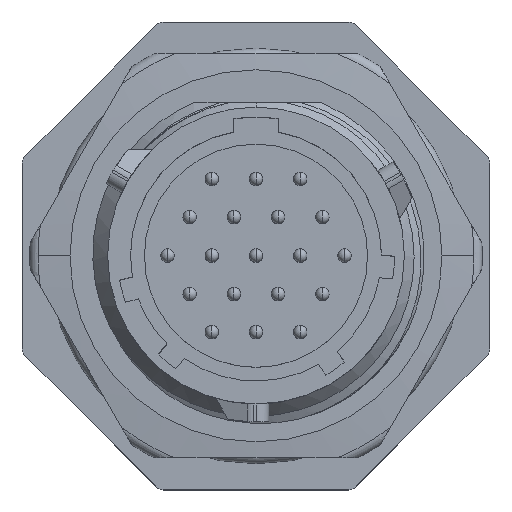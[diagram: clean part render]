
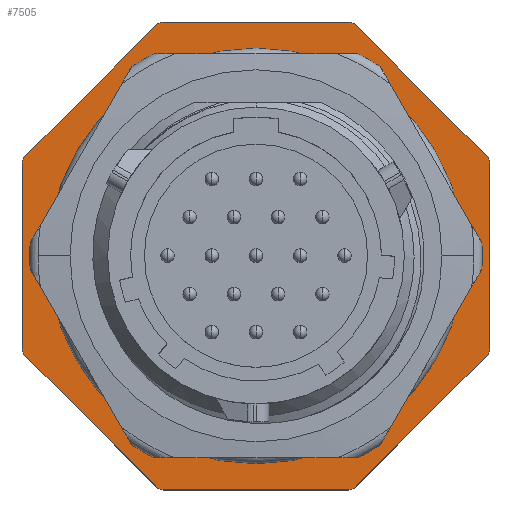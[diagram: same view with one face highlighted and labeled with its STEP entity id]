
A CAD part, top view. The second image highlights one B-rep face of the part: STEP entity #7505.
In plain terms, the highlighted planar face has unit normal (0, 0, 1).
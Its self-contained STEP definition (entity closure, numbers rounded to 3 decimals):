
#1780=DIRECTION('',(0.707,-0.707,0.));
#1781=VECTOR('',#1780,13.835);
#1782=CARTESIAN_POINT('',(7.448,17.23,2.3));
#1783=LINE('',#1782,#1781);
#1784=DIRECTION('',(0.,-1.,0.));
#1785=VECTOR('',#1784,13.835);
#1786=CARTESIAN_POINT('',(17.45,6.917,2.3));
#1787=LINE('',#1786,#1785);
#1788=DIRECTION('',(-0.707,-0.707,0.));
#1789=VECTOR('',#1788,13.835);
#1790=CARTESIAN_POINT('',(17.23,-7.448,2.3));
#1791=LINE('',#1790,#1789);
#1792=DIRECTION('',(-1.,0.,0.));
#1793=VECTOR('',#1792,13.835);
#1794=CARTESIAN_POINT('',(6.917,-17.45,2.3));
#1795=LINE('',#1794,#1793);
#1796=DIRECTION('',(-0.707,0.707,0.));
#1797=VECTOR('',#1796,13.835);
#1798=CARTESIAN_POINT('',(-7.448,-17.23,2.3));
#1799=LINE('',#1798,#1797);
#1800=DIRECTION('',(0.,1.,0.));
#1801=VECTOR('',#1800,13.835);
#1802=CARTESIAN_POINT('',(-17.45,-6.917,2.3));
#1803=LINE('',#1802,#1801);
#1804=DIRECTION('',(0.707,0.707,0.));
#1805=VECTOR('',#1804,13.835);
#1806=CARTESIAN_POINT('',(-17.23,7.448,2.3));
#1807=LINE('',#1806,#1805);
#1808=DIRECTION('',(1.,0.,0.));
#1809=VECTOR('',#1808,13.835);
#1810=CARTESIAN_POINT('',(-6.917,17.45,2.3));
#1811=LINE('',#1810,#1809);
#1812=CARTESIAN_POINT('',(0.,0.,2.3));
#1813=DIRECTION('',(0.,0.,1.));
#1814=DIRECTION('',(-1.,0.,0.));
#1815=AXIS2_PLACEMENT_3D('',#1812,#1813,#1814);
#1817=CARTESIAN_POINT('',(0.,0.,2.3));
#1818=DIRECTION('',(0.,0.,1.));
#1819=DIRECTION('',(1.,0.,0.));
#1820=AXIS2_PLACEMENT_3D('',#1817,#1818,#1819);
#1826=CARTESIAN_POINT('',(6.917,16.7,2.3));
#1827=DIRECTION('',(0.,0.,1.));
#1828=DIRECTION('',(0.707,0.707,0.));
#1829=AXIS2_PLACEMENT_3D('',#1826,#1827,#1828);
#1876=CARTESIAN_POINT('',(-6.917,16.7,2.3));
#1877=DIRECTION('',(0.,0.,1.));
#1878=DIRECTION('',(0.,1.,0.));
#1879=AXIS2_PLACEMENT_3D('',#1876,#1877,#1878);
#1894=CARTESIAN_POINT('',(-16.7,6.917,2.3));
#1895=DIRECTION('',(0.,0.,1.));
#1896=DIRECTION('',(-0.707,0.707,0.));
#1897=AXIS2_PLACEMENT_3D('',#1894,#1895,#1896);
#1912=CARTESIAN_POINT('',(-16.7,-6.917,2.3));
#1913=DIRECTION('',(0.,0.,1.));
#1914=DIRECTION('',(-1.,0.,0.));
#1915=AXIS2_PLACEMENT_3D('',#1912,#1913,#1914);
#1930=CARTESIAN_POINT('',(-6.917,-16.7,2.3));
#1931=DIRECTION('',(0.,0.,1.));
#1932=DIRECTION('',(-0.707,-0.707,0.));
#1933=AXIS2_PLACEMENT_3D('',#1930,#1931,#1932);
#1948=CARTESIAN_POINT('',(6.917,-16.7,2.3));
#1949=DIRECTION('',(0.,0.,1.));
#1950=DIRECTION('',(0.,-1.,0.));
#1951=AXIS2_PLACEMENT_3D('',#1948,#1949,#1950);
#1966=CARTESIAN_POINT('',(16.7,-6.917,2.3));
#1967=DIRECTION('',(0.,0.,1.));
#1968=DIRECTION('',(0.707,-0.707,0.));
#1969=AXIS2_PLACEMENT_3D('',#1966,#1967,#1968);
#1984=CARTESIAN_POINT('',(16.7,6.917,2.3));
#1985=DIRECTION('',(0.,0.,1.));
#1986=DIRECTION('',(1.,0.,0.));
#1987=AXIS2_PLACEMENT_3D('',#1984,#1985,#1986);
#4810=CARTESIAN_POINT('',(7.448,17.23,2.3));
#4812=VERTEX_POINT('',#4810);
#4813=CARTESIAN_POINT('',(6.917,17.45,2.3));
#4814=VERTEX_POINT('',#4813);
#4818=CARTESIAN_POINT('',(17.45,6.917,2.3));
#4820=VERTEX_POINT('',#4818);
#4821=CARTESIAN_POINT('',(17.23,7.448,2.3));
#4822=VERTEX_POINT('',#4821);
#4826=CARTESIAN_POINT('',(17.23,-7.448,2.3));
#4828=VERTEX_POINT('',#4826);
#4829=CARTESIAN_POINT('',(17.45,-6.917,2.3));
#4830=VERTEX_POINT('',#4829);
#4834=CARTESIAN_POINT('',(-6.917,17.45,2.3));
#4836=VERTEX_POINT('',#4834);
#4837=CARTESIAN_POINT('',(-7.448,17.23,2.3));
#4838=VERTEX_POINT('',#4837);
#4842=CARTESIAN_POINT('',(6.917,-17.45,2.3));
#4844=VERTEX_POINT('',#4842);
#4845=CARTESIAN_POINT('',(7.448,-17.23,2.3));
#4846=VERTEX_POINT('',#4845);
#4850=CARTESIAN_POINT('',(-7.448,-17.23,2.3));
#4852=VERTEX_POINT('',#4850);
#4853=CARTESIAN_POINT('',(-6.917,-17.45,2.3));
#4854=VERTEX_POINT('',#4853);
#4858=CARTESIAN_POINT('',(-17.45,-6.917,2.3));
#4860=VERTEX_POINT('',#4858);
#4861=CARTESIAN_POINT('',(-17.23,-7.448,2.3));
#4862=VERTEX_POINT('',#4861);
#4866=CARTESIAN_POINT('',(-17.23,7.448,2.3));
#4868=VERTEX_POINT('',#4866);
#4869=CARTESIAN_POINT('',(-17.45,6.917,2.3));
#4870=VERTEX_POINT('',#4869);
#5473=CARTESIAN_POINT('',(-15.124,0.,2.3));
#5474=CARTESIAN_POINT('',(15.124,0.,2.3));
#5475=VERTEX_POINT('',#5473);
#5476=VERTEX_POINT('',#5474);
#7462=CARTESIAN_POINT('',(0.,0.,2.3));
#7463=DIRECTION('',(0.,0.,-1.));
#7464=DIRECTION('',(0.,-1.,0.));
#7465=AXIS2_PLACEMENT_3D('',#7462,#7463,#7464);
#7466=PLANE('',#7465);
#7468=ORIENTED_EDGE('',*,*,#7467,.F.);
#7470=ORIENTED_EDGE('',*,*,#7469,.T.);
#7472=ORIENTED_EDGE('',*,*,#7471,.F.);
#7474=ORIENTED_EDGE('',*,*,#7473,.T.);
#7476=ORIENTED_EDGE('',*,*,#7475,.F.);
#7478=ORIENTED_EDGE('',*,*,#7477,.T.);
#7480=ORIENTED_EDGE('',*,*,#7479,.F.);
#7482=ORIENTED_EDGE('',*,*,#7481,.T.);
#7484=ORIENTED_EDGE('',*,*,#7483,.F.);
#7486=ORIENTED_EDGE('',*,*,#7485,.T.);
#7488=ORIENTED_EDGE('',*,*,#7487,.F.);
#7490=ORIENTED_EDGE('',*,*,#7489,.T.);
#7492=ORIENTED_EDGE('',*,*,#7491,.F.);
#7494=ORIENTED_EDGE('',*,*,#7493,.T.);
#7496=ORIENTED_EDGE('',*,*,#7495,.F.);
#7498=ORIENTED_EDGE('',*,*,#7497,.T.);
#7499=EDGE_LOOP('',(#7468,#7470,#7472,#7474,#7476,#7478,#7480,#7482,#7484,#7486,
#7488,#7490,#7492,#7494,#7496,#7498));
#7500=FACE_OUTER_BOUND('',#7499,.F.);
#7501=ORIENTED_EDGE('',*,*,#7429,.T.);
#7502=ORIENTED_EDGE('',*,*,#7444,.T.);
#7503=EDGE_LOOP('',(#7501,#7502));
#7504=FACE_BOUND('',#7503,.F.);
#7505=ADVANCED_FACE('',(#7500,#7504),#7466,.F.);
#1816=CIRCLE('',#1815,15.124);
#1821=CIRCLE('',#1820,15.124);
#1830=CIRCLE('',#1829,0.75);
#1880=CIRCLE('',#1879,0.75);
#1898=CIRCLE('',#1897,0.75);
#1916=CIRCLE('',#1915,0.75);
#1934=CIRCLE('',#1933,0.75);
#1952=CIRCLE('',#1951,0.75);
#1970=CIRCLE('',#1969,0.75);
#1988=CIRCLE('',#1987,0.75);
#7429=EDGE_CURVE('',#5475,#5476,#1816,.T.);
#7444=EDGE_CURVE('',#5476,#5475,#1821,.T.);
#7467=EDGE_CURVE('',#4812,#4814,#1830,.T.);
#7469=EDGE_CURVE('',#4812,#4822,#1783,.T.);
#7471=EDGE_CURVE('',#4820,#4822,#1988,.T.);
#7473=EDGE_CURVE('',#4820,#4830,#1787,.T.);
#7475=EDGE_CURVE('',#4828,#4830,#1970,.T.);
#7477=EDGE_CURVE('',#4828,#4846,#1791,.T.);
#7479=EDGE_CURVE('',#4844,#4846,#1952,.T.);
#7481=EDGE_CURVE('',#4844,#4854,#1795,.T.);
#7483=EDGE_CURVE('',#4852,#4854,#1934,.T.);
#7485=EDGE_CURVE('',#4852,#4862,#1799,.T.);
#7487=EDGE_CURVE('',#4860,#4862,#1916,.T.);
#7489=EDGE_CURVE('',#4860,#4870,#1803,.T.);
#7491=EDGE_CURVE('',#4868,#4870,#1898,.T.);
#7493=EDGE_CURVE('',#4868,#4838,#1807,.T.);
#7495=EDGE_CURVE('',#4836,#4838,#1880,.T.);
#7497=EDGE_CURVE('',#4836,#4814,#1811,.T.);
